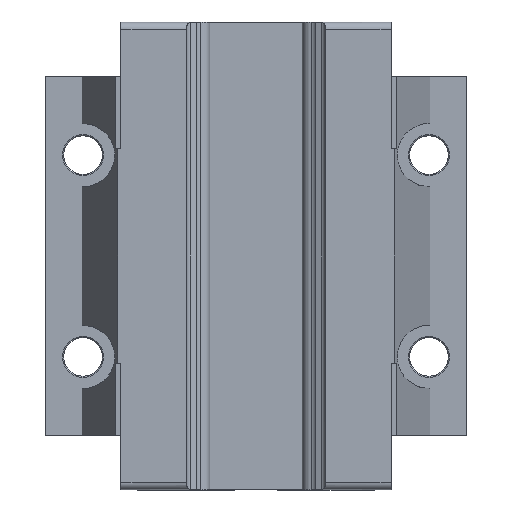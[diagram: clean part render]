
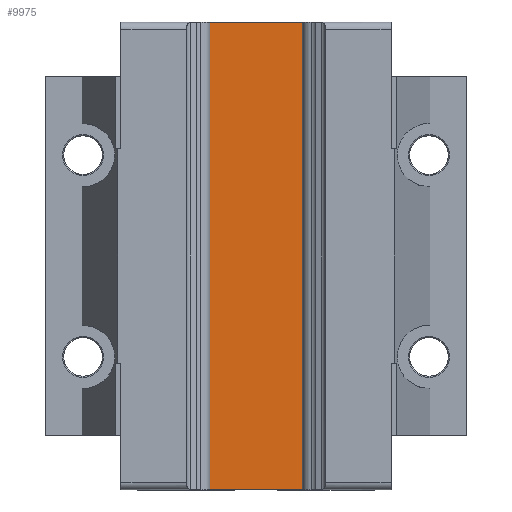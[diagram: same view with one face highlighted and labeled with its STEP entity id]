
A CAD part, front view. The second image highlights one B-rep face of the part: STEP entity #9975.
In plain terms, the highlighted planar face has unit normal (0, -1, 0).
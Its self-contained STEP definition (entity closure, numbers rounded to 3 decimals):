
#70 = FACE_OUTER_BOUND ( 'NONE', #5264, .T. ) ;
#3349 = DIRECTION ( 'NONE',  ( 0., 0., 1. ) ) ;
#3351 = DIRECTION ( 'NONE',  ( 0., 1., 0. ) ) ;
#3354 = PLANE ( 'NONE',  #12323 ) ;
#3355 = CARTESIAN_POINT ( 'NONE',  ( 8.834, 9.2, -9.5 ) ) ;
#5264 = EDGE_LOOP ( 'NONE', ( #13322, #13438, #13105, #13442 ) ) ;
#7838 = DIRECTION ( 'NONE',  ( -1., 0., 0. ) ) ;
#7839 = CARTESIAN_POINT ( 'NONE',  ( -23.5, 9.2, -9.45 ) ) ;
#8079 = DIRECTION ( 'NONE',  ( 0., 0., 1. ) ) ;
#8082 = DIRECTION ( 'NONE',  ( 0., 0., 1. ) ) ;
#8083 = CARTESIAN_POINT ( 'NONE',  ( 8.834, 9.2, -9.5 ) ) ;
#8085 = CARTESIAN_POINT ( 'NONE',  ( -8.834, 9.2, -9.5 ) ) ;
#8633 = CARTESIAN_POINT ( 'NONE',  ( -8.834, 9.2, -9.45 ) ) ;
#8690 = CARTESIAN_POINT ( 'NONE',  ( -8.834, 9.2, 71.65 ) ) ;
#8974 = CARTESIAN_POINT ( 'NONE',  ( 8.834, 9.2, -9.45 ) ) ;
#9005 = CARTESIAN_POINT ( 'NONE',  ( 8.834, 9.2, 71.65 ) ) ;
#9975 = ADVANCED_FACE ( 'NONE', ( #70 ), #3354, .F. ) ;
#11034 = DIRECTION ( 'NONE',  ( 1., 0., 0. ) ) ;
#11038 = CARTESIAN_POINT ( 'NONE',  ( -23.5, 9.2, 71.65 ) ) ;
#12323 = AXIS2_PLACEMENT_3D ( 'NONE', #3355, #3351, #3349 ) ;
#13105 = ORIENTED_EDGE ( 'NONE', *, *, #14116, .F. ) ;
#13322 = ORIENTED_EDGE ( 'NONE', *, *, #14117, .T. ) ;
#13438 = ORIENTED_EDGE ( 'NONE', *, *, #14191, .F. ) ;
#13442 = ORIENTED_EDGE ( 'NONE', *, *, #14165, .F. ) ;
#13464 = VERTEX_POINT ( 'NONE', #9005 ) ;
#13492 = VERTEX_POINT ( 'NONE', #8974 ) ;
#13699 = VERTEX_POINT ( 'NONE', #8690 ) ;
#13742 = VERTEX_POINT ( 'NONE', #8633 ) ;
#14116 = EDGE_CURVE ( 'NONE', #13742, #13699, #15840, .T. ) ;
#14117 = EDGE_CURVE ( 'NONE', #13492, #13464, #15838, .T. ) ;
#14165 = EDGE_CURVE ( 'NONE', #13492, #13742, #15769, .T. ) ;
#14191 = EDGE_CURVE ( 'NONE', #13699, #13464, #15730, .T. ) ;
#15729 = VECTOR ( 'NONE', #11034, 1000. ) ;
#15730 = LINE ( 'NONE', #11038, #15729 ) ;
#15764 = VECTOR ( 'NONE', #7838, 1000. ) ;
#15769 = LINE ( 'NONE', #7839, #15764 ) ;
#15833 = VECTOR ( 'NONE', #8079, 1000. ) ;
#15835 = VECTOR ( 'NONE', #8082, 1000. ) ;
#15838 = LINE ( 'NONE', #8083, #15833 ) ;
#15840 = LINE ( 'NONE', #8085, #15835 ) ;
